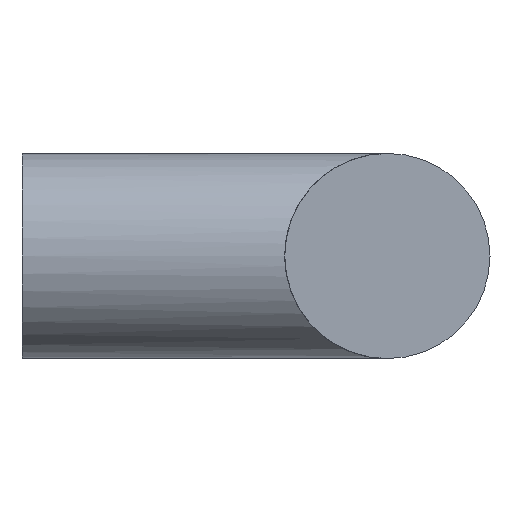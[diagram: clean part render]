
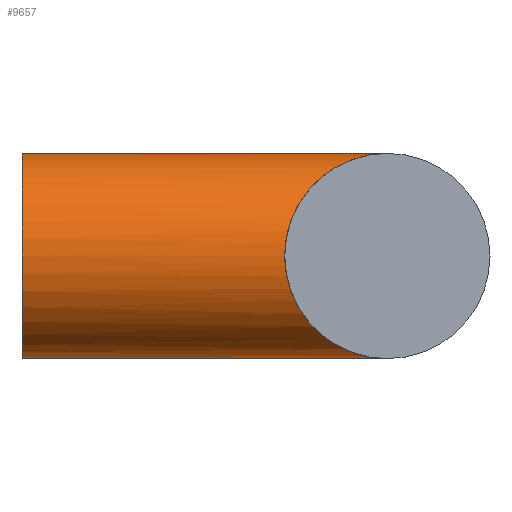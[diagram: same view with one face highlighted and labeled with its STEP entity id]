
A CAD part, left-side view. The second image highlights one B-rep face of the part: STEP entity #9657.
In plain terms, the highlighted cylindrical face has radius 25 mm (diameter 50 mm), a partial arc.
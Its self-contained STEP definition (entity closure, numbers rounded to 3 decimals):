
#39 = CARTESIAN_POINT ( 'NONE',  ( -429.538, 25., 0. ) ) ;
#1254 = ORIENTED_EDGE ( 'NONE', *, *, #2122, .T. ) ;
#1309 = EDGE_CURVE ( 'NONE', #10493, #6573, #1550, .T. ) ;
#1550 = LINE ( 'NONE', #3319, #1621 ) ;
#1621 = VECTOR ( 'NONE', #6584, 1000. ) ;
#1655 = CARTESIAN_POINT ( 'NONE',  ( -404.538, 0., -25. ) ) ;
#2074 = ORIENTED_EDGE ( 'NONE', *, *, #1309, .T. ) ;
#2122 = EDGE_CURVE ( 'NONE', #8521, #9571, #4707, .T. ) ;
#2648 = CARTESIAN_POINT ( 'NONE',  ( -429.538, 25., -14.645 ) ) ;
#3076 = CARTESIAN_POINT ( 'NONE',  ( -419.183, 14.645, 25. ) ) ;
#3132 = CARTESIAN_POINT ( 'NONE',  ( -404.538, 0., 25. ) ) ;
#3251 = FACE_OUTER_BOUND ( 'NONE', #9121, .T. ) ;
#3296 = CARTESIAN_POINT ( 'NONE',  ( -429.538, 25., 0. ) ) ;
#3319 = CARTESIAN_POINT ( 'NONE',  ( -404.538, 89., -25. ) ) ;
#3847 = LINE ( 'NONE', #7220, #10704 ) ;
#4010 = CARTESIAN_POINT ( 'NONE',  ( -429.538, 25., 0. ) ) ;
#4015 = ORIENTED_EDGE ( 'NONE', *, *, #5426, .F. ) ;
#4147 = DIRECTION ( 'NONE',  ( 0., 1., 0. ) ) ;
#4500 = AXIS2_PLACEMENT_3D ( 'NONE', #5699, #4147, #8145 ) ;
#4705 = CARTESIAN_POINT ( 'NONE',  ( -404.538, 0., 25. ) ) ;
#4707 =( BOUNDED_CURVE ( )  B_SPLINE_CURVE ( 3, ( #4010, #5620, #3076, #3132 ),
 .UNSPECIFIED., .F., .F. ) 
 B_SPLINE_CURVE_WITH_KNOTS ( ( 4, 4 ),
 ( 3.142, 4.712 ),
 .UNSPECIFIED. ) 
 CURVE ( )  GEOMETRIC_REPRESENTATION_ITEM ( )  RATIONAL_B_SPLINE_CURVE ( ( 1., 0.805, 0.805, 1. ) ) 
 REPRESENTATION_ITEM ( '' )  );
#5426 = EDGE_CURVE ( 'NONE', #10493, #7095, #8571, .T. ) ;
#5620 = CARTESIAN_POINT ( 'NONE',  ( -429.538, 25., 14.645 ) ) ;
#5699 = CARTESIAN_POINT ( 'NONE',  ( -404.538, 89., 0. ) ) ;
#5743 = CYLINDRICAL_SURFACE ( 'NONE', #7828, 25. ) ;
#6571 = DIRECTION ( 'NONE',  ( 0., 0., -1. ) ) ;
#6573 = VERTEX_POINT ( 'NONE', #8881 ) ;
#6584 = DIRECTION ( 'NONE',  ( 0., -1., 0. ) ) ;
#6630 = CARTESIAN_POINT ( 'NONE',  ( -404.538, 89., 0. ) ) ;
#6956 =( BOUNDED_CURVE ( )  B_SPLINE_CURVE ( 3, ( #1655, #7698, #2648, #39 ),
 .UNSPECIFIED., .F., .F. ) 
 B_SPLINE_CURVE_WITH_KNOTS ( ( 4, 4 ),
 ( 1.571, 3.142 ),
 .UNSPECIFIED. ) 
 CURVE ( )  GEOMETRIC_REPRESENTATION_ITEM ( )  RATIONAL_B_SPLINE_CURVE ( ( 1., 0.805, 0.805, 1. ) ) 
 REPRESENTATION_ITEM ( '' )  );
#7095 = VERTEX_POINT ( 'NONE', #10508 ) ;
#7201 = EDGE_CURVE ( 'NONE', #7095, #9571, #3847, .T. ) ;
#7220 = CARTESIAN_POINT ( 'NONE',  ( -404.538, 89., 25. ) ) ;
#7577 = DIRECTION ( 'NONE',  ( 0., -1., 0. ) ) ;
#7698 = CARTESIAN_POINT ( 'NONE',  ( -419.183, 14.645, -25. ) ) ;
#7828 = AXIS2_PLACEMENT_3D ( 'NONE', #6630, #7577, #6571 ) ;
#7977 = ORIENTED_EDGE ( 'NONE', *, *, #7201, .F. ) ;
#8065 = DIRECTION ( 'NONE',  ( 0., -1., 0. ) ) ;
#8145 = DIRECTION ( 'NONE',  ( 0., 0., 1. ) ) ;
#8521 = VERTEX_POINT ( 'NONE', #3296 ) ;
#8571 = CIRCLE ( 'NONE', #4500, 25. ) ;
#8881 = CARTESIAN_POINT ( 'NONE',  ( -404.538, 0., -25. ) ) ;
#9121 = EDGE_LOOP ( 'NONE', ( #7977, #4015, #2074, #9147, #1254 ) ) ;
#9147 = ORIENTED_EDGE ( 'NONE', *, *, #10296, .T. ) ;
#9571 = VERTEX_POINT ( 'NONE', #4705 ) ;
#9657 = ADVANCED_FACE ( 'NONE', ( #3251 ), #5743, .T. ) ;
#10296 = EDGE_CURVE ( 'NONE', #6573, #8521, #6956, .T. ) ;
#10493 = VERTEX_POINT ( 'NONE', #10779 ) ;
#10508 = CARTESIAN_POINT ( 'NONE',  ( -404.538, 89., 25. ) ) ;
#10704 = VECTOR ( 'NONE', #8065, 1000. ) ;
#10779 = CARTESIAN_POINT ( 'NONE',  ( -404.538, 89., -25. ) ) ;
